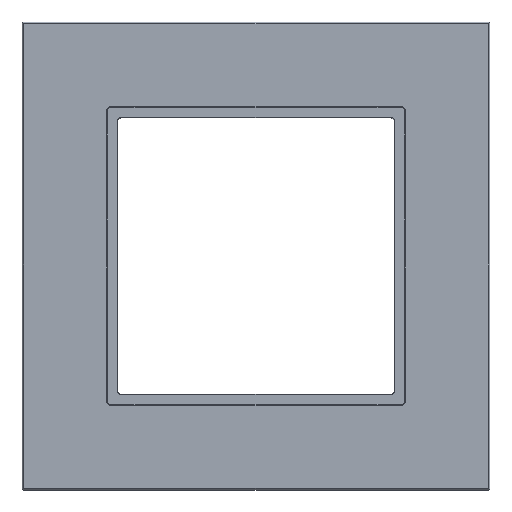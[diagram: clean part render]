
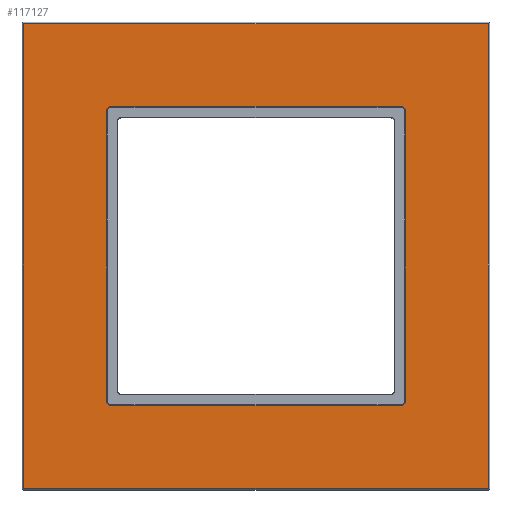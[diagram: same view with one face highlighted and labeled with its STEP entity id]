
A CAD part, top view. The second image highlights one B-rep face of the part: STEP entity #117127.
In plain terms, the highlighted face is planar.
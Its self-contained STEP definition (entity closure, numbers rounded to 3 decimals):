
#116429=DIRECTION('',(0.,0.,-1.));
#116430=VECTOR('',#116429,54.6);
#116431=CARTESIAN_POINT('',(28.1,10.,27.3));
#116432=LINE('5600',#116431,#116430);
#116436=CARTESIAN_POINT('',(27.3,10.,-27.3));
#116437=DIRECTION('',(0.,-1.,0.));
#116438=DIRECTION('',(0.,0.,-1.));
#116439=AXIS2_PLACEMENT_3D('',#116436,#116437,#116438);
#116444=DIRECTION('',(-1.,0.,0.));
#116445=VECTOR('',#116444,54.6);
#116446=CARTESIAN_POINT('',(27.3,10.,-28.1));
#116447=LINE('5601',#116446,#116445);
#116451=CARTESIAN_POINT('',(-27.3,10.,-27.3));
#116452=DIRECTION('',(0.,-1.,0.));
#116453=DIRECTION('',(-1.,0.,0.));
#116454=AXIS2_PLACEMENT_3D('',#116451,#116452,#116453);
#116459=DIRECTION('',(0.,0.,1.));
#116460=VECTOR('',#116459,54.6);
#116461=CARTESIAN_POINT('',(-28.1,10.,-27.3));
#116462=LINE('5602',#116461,#116460);
#116466=CARTESIAN_POINT('',(-27.3,10.,27.3));
#116467=DIRECTION('',(0.,-1.,0.));
#116468=DIRECTION('',(0.,0.,1.));
#116469=AXIS2_PLACEMENT_3D('',#116466,#116467,#116468);
#116474=DIRECTION('',(1.,0.,0.));
#116475=VECTOR('',#116474,54.6);
#116476=CARTESIAN_POINT('',(-27.3,10.,28.1));
#116477=LINE('5603',#116476,#116475);
#116481=CARTESIAN_POINT('',(27.3,10.,27.3));
#116482=DIRECTION('',(0.,-1.,0.));
#116483=DIRECTION('',(1.,0.,0.));
#116484=AXIS2_PLACEMENT_3D('',#116481,#116482,#116483);
#116489=DIRECTION('',(1.,0.,0.));
#116490=VECTOR('',#116489,87.4);
#116491=CARTESIAN_POINT('',(-43.7,10.,43.7));
#116492=LINE('6689',#116491,#116490);
#116496=DIRECTION('',(0.,0.,1.));
#116497=VECTOR('',#116496,87.4);
#116498=CARTESIAN_POINT('',(-43.7,10.,-43.7));
#116499=LINE('6692',#116498,#116497);
#116503=DIRECTION('',(-1.,0.,0.));
#116504=VECTOR('',#116503,87.4);
#116505=CARTESIAN_POINT('',(43.7,10.,-43.7));
#116506=LINE('6694',#116505,#116504);
#116510=DIRECTION('',(0.,0.,-1.));
#116511=VECTOR('',#116510,87.4);
#116512=CARTESIAN_POINT('',(43.7,10.,43.7));
#116513=LINE('6695',#116512,#116511);
#116813=CARTESIAN_POINT('',(28.1,10.,27.3));
#116814=CARTESIAN_POINT('',(28.1,10.,-27.3));
#116815=VERTEX_POINT('',#116813);
#116816=VERTEX_POINT('',#116814);
#116817=CARTESIAN_POINT('',(27.3,10.,-28.1));
#116818=CARTESIAN_POINT('',(-27.3,10.,-28.1));
#116819=VERTEX_POINT('',#116817);
#116820=VERTEX_POINT('',#116818);
#116821=CARTESIAN_POINT('',(-28.1,10.,-27.3));
#116822=CARTESIAN_POINT('',(-28.1,10.,27.3));
#116823=VERTEX_POINT('',#116821);
#116824=VERTEX_POINT('',#116822);
#116825=CARTESIAN_POINT('',(-27.3,10.,28.1));
#116826=CARTESIAN_POINT('',(27.3,10.,28.1));
#116827=VERTEX_POINT('',#116825);
#116828=VERTEX_POINT('',#116826);
#116853=CARTESIAN_POINT('',(-43.7,10.,43.7));
#116854=CARTESIAN_POINT('',(43.7,10.,43.7));
#116855=VERTEX_POINT('',#116853);
#116856=VERTEX_POINT('',#116854);
#116859=CARTESIAN_POINT('',(-43.7,10.,-43.7));
#116860=VERTEX_POINT('',#116859);
#116861=CARTESIAN_POINT('',(43.7,10.,-43.7));
#116862=VERTEX_POINT('',#116861);
#117102=CARTESIAN_POINT('',(0.,10.,0.));
#117103=DIRECTION('',(0.,1.,0.));
#117104=DIRECTION('',(0.,0.,1.));
#117105=AXIS2_PLACEMENT_3D('',#117102,#117103,#117104);
#117106=PLANE('2521',#117105);
#117108=ORIENTED_EDGE('6689',*,*,#117107,.F.);
#117110=ORIENTED_EDGE('6692',*,*,#117109,.F.);
#117112=ORIENTED_EDGE('6694',*,*,#117111,.F.);
#117114=ORIENTED_EDGE('6695',*,*,#117113,.F.);
#117115=EDGE_LOOP('2521',(#117108,#117110,#117112,#117114));
#117116=FACE_OUTER_BOUND('2521',#117115,.F.);
#117117=ORIENTED_EDGE('5600',*,*,#116942,.T.);
#117118=ORIENTED_EDGE('5606',*,*,#116964,.F.);
#117119=ORIENTED_EDGE('5601',*,*,#116985,.T.);
#117120=ORIENTED_EDGE('5605',*,*,#117006,.F.);
#117121=ORIENTED_EDGE('5602',*,*,#117027,.T.);
#117122=ORIENTED_EDGE('5604',*,*,#117048,.F.);
#117123=ORIENTED_EDGE('5603',*,*,#117069,.T.);
#117124=ORIENTED_EDGE('5607',*,*,#117089,.F.);
#117125=EDGE_LOOP('2521',(#117117,#117118,#117119,#117120,#117121,#117122,
#117123,#117124));
#117126=FACE_BOUND('2521',#117125,.F.);
#117127=ADVANCED_FACE('2521',(#117116,#117126),#117106,.T.);
#116440=CIRCLE('5606',#116439,0.8);
#116455=CIRCLE('5605',#116454,0.8);
#116470=CIRCLE('5604',#116469,0.8);
#116485=CIRCLE('5607',#116484,0.8);
#116942=EDGE_CURVE('5600',#116815,#116816,#116432,.T.);
#116964=EDGE_CURVE('5606',#116819,#116816,#116440,.T.);
#116985=EDGE_CURVE('5601',#116819,#116820,#116447,.T.);
#117006=EDGE_CURVE('5605',#116823,#116820,#116455,.T.);
#117027=EDGE_CURVE('5602',#116823,#116824,#116462,.T.);
#117048=EDGE_CURVE('5604',#116827,#116824,#116470,.T.);
#117069=EDGE_CURVE('5603',#116827,#116828,#116477,.T.);
#117089=EDGE_CURVE('5607',#116815,#116828,#116485,.T.);
#117107=EDGE_CURVE('6689',#116855,#116856,#116492,.T.);
#117109=EDGE_CURVE('6692',#116860,#116855,#116499,.T.);
#117111=EDGE_CURVE('6694',#116862,#116860,#116506,.T.);
#117113=EDGE_CURVE('6695',#116856,#116862,#116513,.T.);
